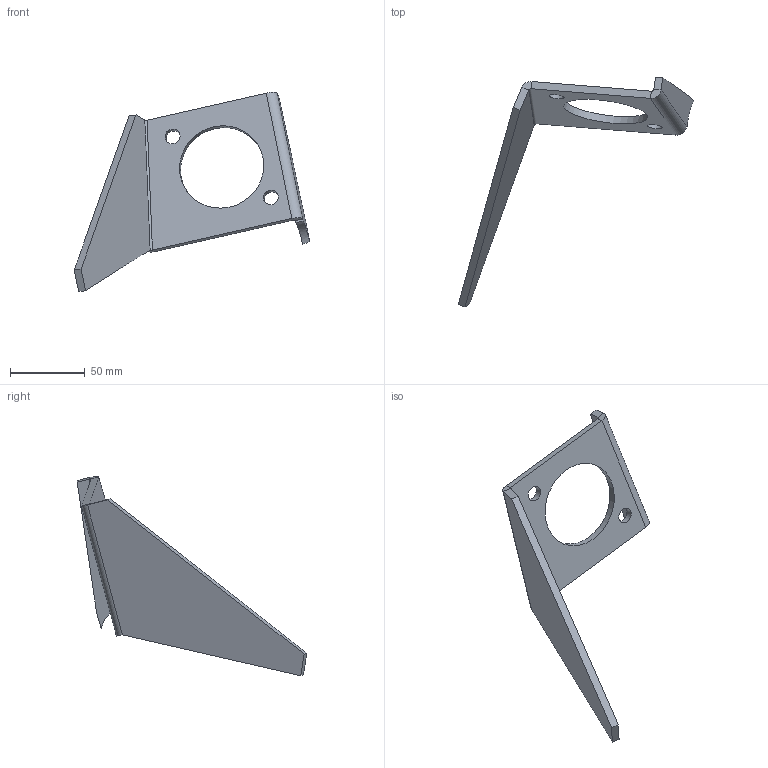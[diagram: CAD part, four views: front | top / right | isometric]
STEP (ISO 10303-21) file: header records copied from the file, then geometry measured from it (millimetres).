
FILE_DESCRIPTION(/* description */ (''),/* implementation_level */ '2;1');
FILE_NAME(/* name */ 'MANIFOLD_SOLID_BREP_3131.stp',/* time_stamp */ '2016-06-02T11:47:43+02:00',/* author */ (''),/* organization */ (''),/* preprocessor_version */ 'ST-DEVELOPER v16.5',/* originating_system */ 'Autodesk Translation Framework v5.0.0.3310',/* authorisation */ '');
FILE_SCHEMA (('AUTOMOTIVE_DESIGN { 1 0 10303 214 3 1 1 }'));
Length unit declared in the file: centimetre
Products named in the file (1): MANIFOLD_SOLID_BREP_3131
Bounding box: 157.77 x 153.74 x 133.55 mm (x, y, z)
Volume: 75879.5 mm3; surface area: 34894.6 mm2
Topology: 1 solids, 1 shells, 29 faces, 65 edges, 38 vertices
Faces by surface type: plane 20, cylinder 8, bspline 1
Full cylindrical faces by diameter (mm): 10.15 x2, 57 x1
Entity records: 822 total; most frequent: CARTESIAN_POINT 145, DIRECTION 138, ORIENTED_EDGE 124, EDGE_CURVE 62, AXIS2_PLACEMENT_3D 47, LINE 44, VECTOR 44, EDGE_LOOP 38
